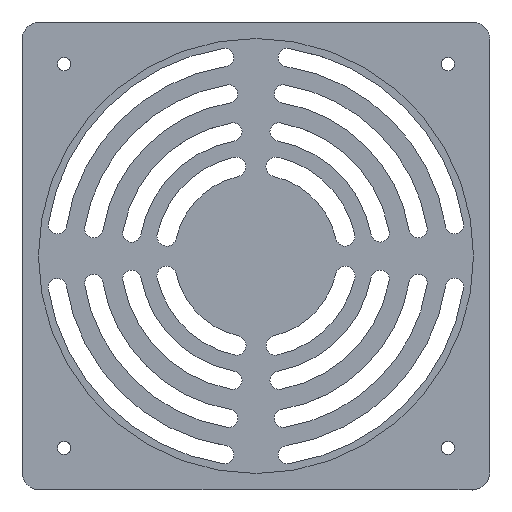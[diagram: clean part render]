
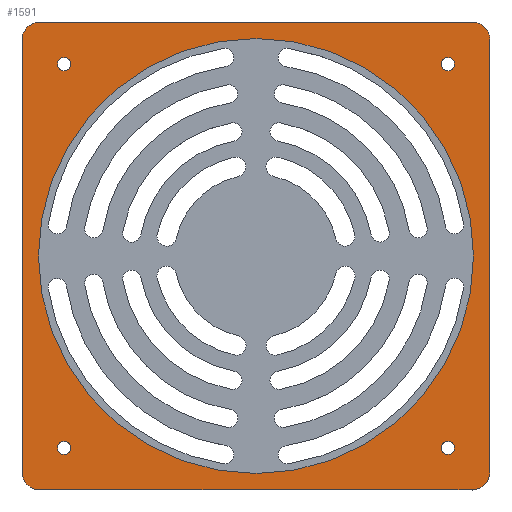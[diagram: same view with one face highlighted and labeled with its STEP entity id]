
A CAD part, top view. The second image highlights one B-rep face of the part: STEP entity #1591.
In plain terms, the highlighted planar face has unit normal (0, 0, 1).
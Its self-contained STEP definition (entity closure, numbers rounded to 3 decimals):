
#71=FACE_BOUND('',#294,.T.);
#72=FACE_BOUND('',#295,.T.);
#73=FACE_BOUND('',#296,.T.);
#74=FACE_BOUND('',#297,.T.);
#75=FACE_BOUND('',#298,.T.);
#86=B_SPLINE_CURVE_WITH_KNOTS('',3,(#3578,#3579,#3580,#3581,#3582,#3583,
#3584,#3585,#3586,#3587,#3588,#3589,#3590,#3591,#3592,#3593,#3594,#3595,
#3596,#3597,#3598,#3599,#3600,#3601,#3602,#3603,#3604,#3605,#3606,#3607,
#3608,#3609,#3610,#3611,#3612,#3613,#3614,#3615,#3616,#3617,#3618,#3619,
#3620,#3621,#3622,#3623,#3624,#3625,#3626),.UNSPECIFIED.,.T.,.F.,(4,3,3,
3,3,3,3,3,3,3,3,3,3,3,3,3,4),(0.,0.004,0.01,
0.015,0.25,0.254,0.26,0.265,
0.5,0.504,0.51,0.515,0.75,0.754,
0.76,0.765,1.),.UNSPECIFIED.);
#90=PLANE('',#1843);
#171=FACE_OUTER_BOUND('',#293,.T.);
#293=EDGE_LOOP('',(#1427));
#294=EDGE_LOOP('',(#1428));
#295=EDGE_LOOP('',(#1429));
#296=EDGE_LOOP('',(#1430));
#297=EDGE_LOOP('',(#1431));
#298=EDGE_LOOP('',(#1432));
#593=CIRCLE('',#1829,1.8);
#595=CIRCLE('',#1832,1.8);
#597=CIRCLE('',#1835,59.5);
#599=CIRCLE('',#1838,1.8);
#601=CIRCLE('',#1841,1.8);
#743=VERTEX_POINT('',#3399);
#745=VERTEX_POINT('',#3405);
#747=VERTEX_POINT('',#3411);
#749=VERTEX_POINT('',#3417);
#751=VERTEX_POINT('',#3423);
#754=VERTEX_POINT('',#3576);
#965=EDGE_CURVE('',#743,#743,#593,.T.);
#968=EDGE_CURVE('',#745,#745,#595,.T.);
#971=EDGE_CURVE('',#747,#747,#597,.T.);
#974=EDGE_CURVE('',#749,#749,#599,.T.);
#977=EDGE_CURVE('',#751,#751,#601,.T.);
#982=EDGE_CURVE('',#754,#754,#86,.T.);
#1427=ORIENTED_EDGE('',*,*,#982,.T.);
#1428=ORIENTED_EDGE('',*,*,#977,.T.);
#1429=ORIENTED_EDGE('',*,*,#974,.T.);
#1430=ORIENTED_EDGE('',*,*,#971,.T.);
#1431=ORIENTED_EDGE('',*,*,#968,.T.);
#1432=ORIENTED_EDGE('',*,*,#965,.T.);
#1591=ADVANCED_FACE('',(#171,#71,#72,#73,#74,#75),#90,.T.);
#1829=AXIS2_PLACEMENT_3D('',#3400,#2339,#2340);
#1832=AXIS2_PLACEMENT_3D('',#3406,#2346,#2347);
#1835=AXIS2_PLACEMENT_3D('',#3412,#2353,#2354);
#1838=AXIS2_PLACEMENT_3D('',#3418,#2360,#2361);
#1841=AXIS2_PLACEMENT_3D('',#3424,#2367,#2368);
#1843=AXIS2_PLACEMENT_3D('',#3627,#2373,#2374);
#2339=DIRECTION('center_axis',(0.,0.,-1.));
#2340=DIRECTION('ref_axis',(1.,0.,0.));
#2346=DIRECTION('center_axis',(0.,0.,-1.));
#2347=DIRECTION('ref_axis',(1.,0.,0.));
#2353=DIRECTION('center_axis',(0.,0.,-1.));
#2354=DIRECTION('ref_axis',(1.,0.,0.));
#2360=DIRECTION('center_axis',(0.,0.,-1.));
#2361=DIRECTION('ref_axis',(1.,0.,0.));
#2367=DIRECTION('center_axis',(0.,0.,-1.));
#2368=DIRECTION('ref_axis',(1.,0.,0.));
#2373=DIRECTION('center_axis',(0.,0.,1.));
#2374=DIRECTION('ref_axis',(1.,0.,0.));
#3399=CARTESIAN_POINT('',(50.7,52.5,17.9));
#3400=CARTESIAN_POINT('Origin',(52.5,52.5,17.9));
#3405=CARTESIAN_POINT('',(50.7,-52.5,17.9));
#3406=CARTESIAN_POINT('Origin',(52.5,-52.5,17.9));
#3411=CARTESIAN_POINT('',(-59.5,0.,17.9));
#3412=CARTESIAN_POINT('Origin',(0.,0.,17.9));
#3417=CARTESIAN_POINT('',(-54.3,52.5,17.9));
#3418=CARTESIAN_POINT('Origin',(-52.5,52.5,17.9));
#3423=CARTESIAN_POINT('',(-54.3,-52.5,17.9));
#3424=CARTESIAN_POINT('Origin',(-52.5,-52.5,17.9));
#3576=CARTESIAN_POINT('',(-64.,-59.,17.9));
#3578=CARTESIAN_POINT('Ctrl Pts',(-64.,-59.,17.9));
#3579=CARTESIAN_POINT('Ctrl Pts',(-64.,-59.653,17.9));
#3580=CARTESIAN_POINT('Ctrl Pts',(-63.869,-60.32,17.9));
#3581=CARTESIAN_POINT('Ctrl Pts',(-63.608,-60.94,17.9));
#3582=CARTESIAN_POINT('Ctrl Pts',(-63.224,-61.852,17.9));
#3583=CARTESIAN_POINT('Ctrl Pts',(-62.553,-62.656,17.9));
#3584=CARTESIAN_POINT('Ctrl Pts',(-61.717,-63.197,17.9));
#3585=CARTESIAN_POINT('Ctrl Pts',(-60.902,-63.725,17.9));
#3586=CARTESIAN_POINT('Ctrl Pts',(-59.937,-64.,17.9));
#3587=CARTESIAN_POINT('Ctrl Pts',(-59.,-64.,17.9));
#3588=CARTESIAN_POINT('Ctrl Pts',(-19.667,-64.,17.9));
#3589=CARTESIAN_POINT('Ctrl Pts',(19.667,-64.,17.9));
#3590=CARTESIAN_POINT('Ctrl Pts',(59.,-64.,17.9));
#3591=CARTESIAN_POINT('Ctrl Pts',(59.653,-64.,17.9));
#3592=CARTESIAN_POINT('Ctrl Pts',(60.32,-63.869,17.9));
#3593=CARTESIAN_POINT('Ctrl Pts',(60.94,-63.608,17.9));
#3594=CARTESIAN_POINT('Ctrl Pts',(61.852,-63.224,17.9));
#3595=CARTESIAN_POINT('Ctrl Pts',(62.656,-62.553,17.9));
#3596=CARTESIAN_POINT('Ctrl Pts',(63.197,-61.717,17.9));
#3597=CARTESIAN_POINT('Ctrl Pts',(63.725,-60.902,17.9));
#3598=CARTESIAN_POINT('Ctrl Pts',(64.,-59.937,17.9));
#3599=CARTESIAN_POINT('Ctrl Pts',(64.,-59.,17.9));
#3600=CARTESIAN_POINT('Ctrl Pts',(64.,-19.667,17.9));
#3601=CARTESIAN_POINT('Ctrl Pts',(64.,19.667,17.9));
#3602=CARTESIAN_POINT('Ctrl Pts',(64.,59.,17.9));
#3603=CARTESIAN_POINT('Ctrl Pts',(64.,59.653,17.9));
#3604=CARTESIAN_POINT('Ctrl Pts',(63.869,60.32,17.9));
#3605=CARTESIAN_POINT('Ctrl Pts',(63.608,60.94,17.9));
#3606=CARTESIAN_POINT('Ctrl Pts',(63.224,61.852,17.9));
#3607=CARTESIAN_POINT('Ctrl Pts',(62.553,62.656,17.9));
#3608=CARTESIAN_POINT('Ctrl Pts',(61.717,63.197,17.9));
#3609=CARTESIAN_POINT('Ctrl Pts',(60.902,63.725,17.9));
#3610=CARTESIAN_POINT('Ctrl Pts',(59.937,64.,17.9));
#3611=CARTESIAN_POINT('Ctrl Pts',(59.,64.,17.9));
#3612=CARTESIAN_POINT('Ctrl Pts',(19.667,64.,17.9));
#3613=CARTESIAN_POINT('Ctrl Pts',(-19.667,64.,17.9));
#3614=CARTESIAN_POINT('Ctrl Pts',(-59.,64.,17.9));
#3615=CARTESIAN_POINT('Ctrl Pts',(-59.653,64.,17.9));
#3616=CARTESIAN_POINT('Ctrl Pts',(-60.32,63.869,17.9));
#3617=CARTESIAN_POINT('Ctrl Pts',(-60.94,63.608,17.9));
#3618=CARTESIAN_POINT('Ctrl Pts',(-61.852,63.224,17.9));
#3619=CARTESIAN_POINT('Ctrl Pts',(-62.656,62.553,17.9));
#3620=CARTESIAN_POINT('Ctrl Pts',(-63.197,61.717,17.9));
#3621=CARTESIAN_POINT('Ctrl Pts',(-63.725,60.902,17.9));
#3622=CARTESIAN_POINT('Ctrl Pts',(-64.,59.937,17.9));
#3623=CARTESIAN_POINT('Ctrl Pts',(-64.,59.,17.9));
#3624=CARTESIAN_POINT('Ctrl Pts',(-64.,19.667,17.9));
#3625=CARTESIAN_POINT('Ctrl Pts',(-64.,-19.667,17.9));
#3626=CARTESIAN_POINT('Ctrl Pts',(-64.,-59.,17.9));
#3627=CARTESIAN_POINT('Origin',(0.,0.,17.9));
